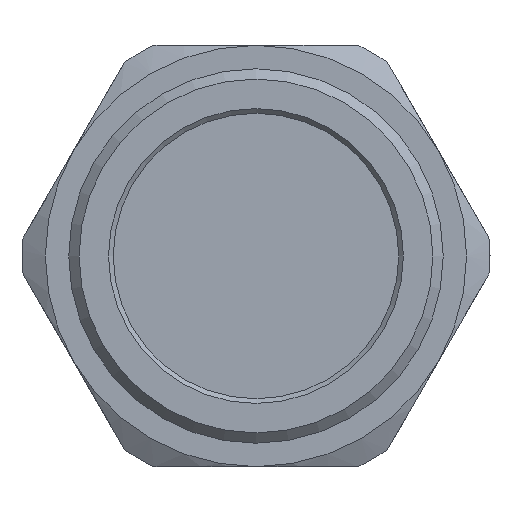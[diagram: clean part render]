
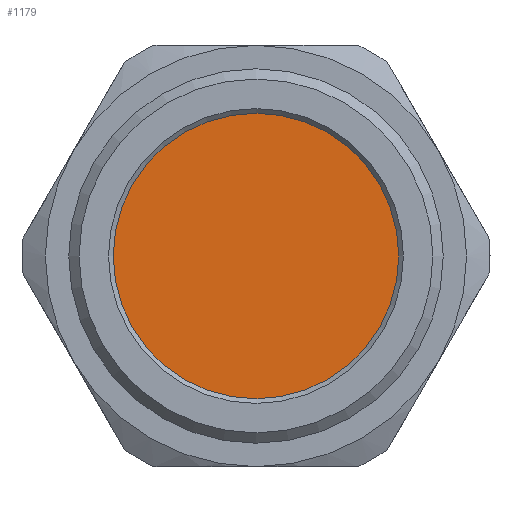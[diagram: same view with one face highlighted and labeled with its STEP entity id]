
A CAD part, front view. The second image highlights one B-rep face of the part: STEP entity #1179.
In plain terms, the highlighted planar face has unit normal (0, -1, 0).
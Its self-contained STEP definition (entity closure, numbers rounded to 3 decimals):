
#104=FACE_OUTER_BOUND('',#177,.T.);
#177=EDGE_LOOP('',(#746));
#262=CIRCLE('',#1280,15.25);
#463=VERTEX_POINT('',#1814);
#573=EDGE_CURVE('',#463,#463,#262,.T.);
#746=ORIENTED_EDGE('',*,*,#573,.F.);
#1080=PLANE('',#1279);
#1179=ADVANCED_FACE('',(#104),#1080,.T.);
#1279=AXIS2_PLACEMENT_3D('',#1813,#1448,#1449);
#1280=AXIS2_PLACEMENT_3D('',#1815,#1450,#1451);
#1448=DIRECTION('center_axis',(0.,-1.,0.));
#1449=DIRECTION('ref_axis',(0.,0.,-1.));
#1450=DIRECTION('center_axis',(0.,1.,0.));
#1451=DIRECTION('ref_axis',(-1.,0.,0.));
#1813=CARTESIAN_POINT('Origin',(-3.393,-7.784,0.));
#1814=CARTESIAN_POINT('',(11.857,-7.784,0.));
#1815=CARTESIAN_POINT('Origin',(-3.393,-7.784,0.));
